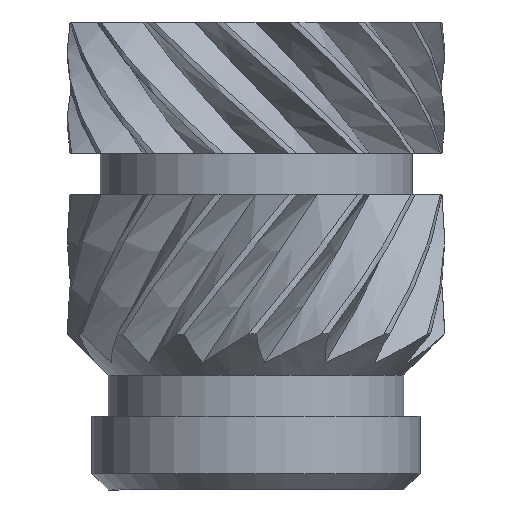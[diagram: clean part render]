
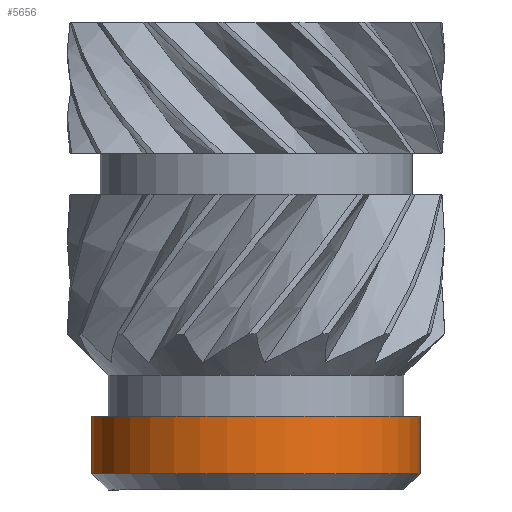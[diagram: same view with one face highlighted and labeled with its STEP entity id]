
A CAD part, front view. The second image highlights one B-rep face of the part: STEP entity #5656.
In plain terms, the highlighted cylindrical face has radius 2 mm (diameter 4 mm), a full revolution.
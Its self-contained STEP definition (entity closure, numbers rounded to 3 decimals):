
#428=FACE_OUTER_BOUND('',#758,.T.);
#758=EDGE_LOOP('',(#4434,#4435,#4436,#4437,#4438));
#1033=CIRCLE('',#6018,2.);
#1034=CIRCLE('',#6019,2.);
#1035=CIRCLE('',#6021,2.);
#1547=LINE('',#11461,#1880);
#1880=VECTOR('',#6435,2.);
#2441=VERTEX_POINT('',#11453);
#2442=VERTEX_POINT('',#11454);
#2443=VERTEX_POINT('',#11459);
#3164=EDGE_CURVE('',#2441,#2442,#1033,.T.);
#3165=EDGE_CURVE('',#2442,#2441,#1034,.T.);
#3167=EDGE_CURVE('',#2443,#2443,#1035,.T.);
#3168=EDGE_CURVE('',#2443,#2442,#1547,.T.);
#4434=ORIENTED_EDGE('',*,*,#3167,.F.);
#4435=ORIENTED_EDGE('',*,*,#3168,.T.);
#4436=ORIENTED_EDGE('',*,*,#3164,.F.);
#4437=ORIENTED_EDGE('',*,*,#3165,.F.);
#4438=ORIENTED_EDGE('',*,*,#3168,.F.);
#5521=CYLINDRICAL_SURFACE('',#6020,2.);
#5656=ADVANCED_FACE('',(#428),#5521,.T.);
#6018=AXIS2_PLACEMENT_3D('',#11455,#6426,#6427);
#6019=AXIS2_PLACEMENT_3D('',#11456,#6428,#6429);
#6020=AXIS2_PLACEMENT_3D('',#11458,#6431,#6432);
#6021=AXIS2_PLACEMENT_3D('',#11460,#6433,#6434);
#6426=DIRECTION('center_axis',(0.,0.,-1.));
#6427=DIRECTION('ref_axis',(-1.,0.,0.));
#6428=DIRECTION('center_axis',(0.,0.,-1.));
#6429=DIRECTION('ref_axis',(-1.,0.,0.));
#6431=DIRECTION('center_axis',(0.,0.,1.));
#6432=DIRECTION('ref_axis',(1.,0.,0.));
#6433=DIRECTION('center_axis',(0.,0.,1.));
#6434=DIRECTION('ref_axis',(1.,0.,0.));
#6435=DIRECTION('',(0.,0.,-1.));
#11453=CARTESIAN_POINT('',(2.,0.,0.2));
#11454=CARTESIAN_POINT('',(-2.,0.,0.2));
#11455=CARTESIAN_POINT('Origin',(0.,0.,0.2));
#11456=CARTESIAN_POINT('Origin',(0.,0.,0.2));
#11458=CARTESIAN_POINT('Origin',(0.,0.,0.45));
#11459=CARTESIAN_POINT('',(-2.,0.,0.9));
#11460=CARTESIAN_POINT('Origin',(0.,0.,0.9));
#11461=CARTESIAN_POINT('',(-2.,0.,0.45));
